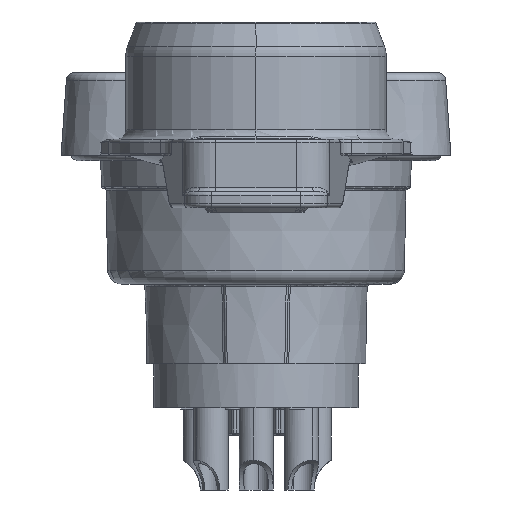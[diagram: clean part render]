
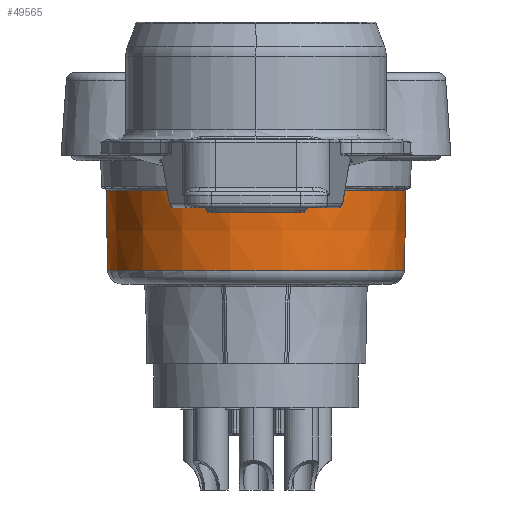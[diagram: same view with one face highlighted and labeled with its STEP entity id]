
A CAD part, front view. The second image highlights one B-rep face of the part: STEP entity #49565.
In plain terms, the highlighted conical face has half-angle 1 degrees and reference radius 10.868 mm.
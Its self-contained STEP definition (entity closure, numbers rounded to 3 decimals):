
#448=CARTESIAN_POINT('',(-5.8,9.251,-2.597));
#450=CARTESIAN_POINT('',(-5.8,9.251,-2.597));
#451=CARTESIAN_POINT('',(-5.784,9.248,-3.252));
#452=CARTESIAN_POINT('',(-5.751,9.241,-4.558));
#453=CARTESIAN_POINT('',(-5.701,9.232,-6.498));
#454=CARTESIAN_POINT('',(-5.667,9.227,-7.78));
#455=CARTESIAN_POINT('',(-5.65,9.224,-8.417));
#511=CARTESIAN_POINT('',(5.65,9.224,-8.417));
#513=CARTESIAN_POINT('',(5.65,9.224,-8.417));
#514=CARTESIAN_POINT('',(5.667,9.227,-7.78));
#515=CARTESIAN_POINT('',(5.701,9.232,-6.498));
#516=CARTESIAN_POINT('',(5.751,9.241,-4.558));
#517=CARTESIAN_POINT('',(5.784,9.248,-3.252));
#518=CARTESIAN_POINT('',(5.8,9.251,-2.597));
#17903=CARTESIAN_POINT('',(0.,0.,-8.417));
#17904=DIRECTION('',(0.,0.,1.));
#17905=DIRECTION('',(-0.522,0.853,0.));
#17906=AXIS2_PLACEMENT_3D('',#17903,#17904,#17905);
#17908=CARTESIAN_POINT('',(0.,0.,-8.417));
#17909=DIRECTION('',(0.,0.,1.));
#17910=DIRECTION('',(0.,-1.,0.));
#17911=AXIS2_PLACEMENT_3D('',#17908,#17909,#17910);
#17913=CARTESIAN_POINT('',(0.,0.,-8.417));
#17914=DIRECTION('',(0.,0.,1.));
#17915=DIRECTION('',(0.001,-1.,0.));
#17916=AXIS2_PLACEMENT_3D('',#17913,#17914,#17915);
#18008=CARTESIAN_POINT('',(0.,0.,-2.597));
#18009=DIRECTION('',(0.,0.,1.));
#18010=DIRECTION('',(0.001,-1.,0.));
#18011=AXIS2_PLACEMENT_3D('',#18008,#18009,#18010);
#18013=CARTESIAN_POINT('',(0.,0.,-2.597));
#18014=DIRECTION('',(0.,0.,1.));
#18015=DIRECTION('',(0.,-1.,0.));
#18016=AXIS2_PLACEMENT_3D('',#18013,#18014,#18015);
#18018=CARTESIAN_POINT('',(0.,0.,-2.597));
#18019=DIRECTION('',(0.,0.,1.));
#18020=DIRECTION('',(-0.531,0.847,0.));
#18021=AXIS2_PLACEMENT_3D('',#18018,#18019,#18020);
#18696=VERTEX_POINT('',#448);
#18697=VERTEX_POINT('',#455);
#18717=VERTEX_POINT('',#511);
#18718=VERTEX_POINT('',#518);
#19370=CARTESIAN_POINT('',(0.,-10.817,-8.417));
#19371=VERTEX_POINT('',#19370);
#19372=CARTESIAN_POINT('',(0.012,-10.817,
-8.417));
#19373=VERTEX_POINT('',#19372);
#19378=CARTESIAN_POINT('',(0.,-10.919,-2.597));
#19379=VERTEX_POINT('',#19378);
#19380=CARTESIAN_POINT('',(0.012,-10.919,
-2.597));
#19381=VERTEX_POINT('',#19380);
#49547=CARTESIAN_POINT('',(0.,0.,-5.507));
#49548=DIRECTION('',(0.,0.,1.));
#49549=DIRECTION('',(0.,-1.,0.));
#49550=AXIS2_PLACEMENT_3D('',#49547,#49548,#49549);
#49551=CONICAL_SURFACE('',#49550,10.868,1.);
#49552=ORIENTED_EDGE('',*,*,#22795,.F.);
#49553=ORIENTED_EDGE('',*,*,#49413,.F.);
#49554=ORIENTED_EDGE('',*,*,#49411,.F.);
#49555=ORIENTED_EDGE('',*,*,#49409,.F.);
#49556=ORIENTED_EDGE('',*,*,#22739,.F.);
#49558=ORIENTED_EDGE('',*,*,#49557,.T.);
#49560=ORIENTED_EDGE('',*,*,#49559,.T.);
#49562=ORIENTED_EDGE('',*,*,#49561,.T.);
#49563=EDGE_LOOP('',(#49552,#49553,#49554,#49555,#49556,#49558,#49560,#49562));
#49564=FACE_OUTER_BOUND('',#49563,.F.);
#49565=ADVANCED_FACE('',(#49564),#49551,.T.);
#456=B_SPLINE_CURVE_WITH_KNOTS('',3,(#450,#451,#452,#453,#454,#455),
.UNSPECIFIED.,.F.,.F.,(4,1,1,4),(0.,0.333,0.667,1.),
.UNSPECIFIED.);
#519=B_SPLINE_CURVE_WITH_KNOTS('',3,(#513,#514,#515,#516,#517,#518),
.UNSPECIFIED.,.F.,.F.,(4,1,1,4),(0.,0.333,0.667,1.),
.UNSPECIFIED.);
#17907=CIRCLE('',#17906,10.817);
#17912=CIRCLE('',#17911,10.817);
#17917=CIRCLE('',#17916,10.817);
#18012=CIRCLE('',#18011,10.919);
#18017=CIRCLE('',#18016,10.919);
#18022=CIRCLE('',#18021,10.919);
#22739=EDGE_CURVE('',#18696,#18697,#456,.T.);
#22795=EDGE_CURVE('',#18717,#18718,#519,.T.);
#49409=EDGE_CURVE('',#18697,#19371,#17907,.T.);
#49411=EDGE_CURVE('',#19371,#19373,#17912,.T.);
#49413=EDGE_CURVE('',#19373,#18717,#17917,.T.);
#49557=EDGE_CURVE('',#18696,#19379,#18022,.T.);
#49559=EDGE_CURVE('',#19379,#19381,#18017,.T.);
#49561=EDGE_CURVE('',#19381,#18718,#18012,.T.);
